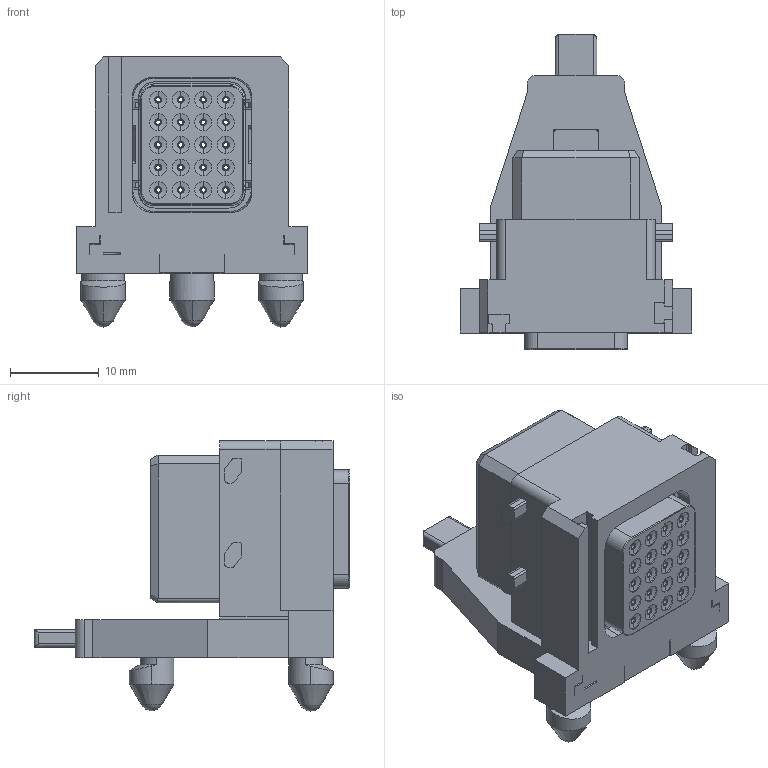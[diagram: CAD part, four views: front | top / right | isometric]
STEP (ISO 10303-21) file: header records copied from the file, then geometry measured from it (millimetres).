
FILE_DESCRIPTION((''),'2;1');
FILE_NAME('35599120000','2020-02-19T',('presta_be4'),(''),'CREO PARAMETRIC BY PTC INC, 2018360','CREO PARAMETRIC BY PTC INC, 2018360','');
FILE_SCHEMA(('CONFIG_CONTROL_DESIGN'));
Products named in the file (1): 35599120000
Bounding box: 26 x 35.48 x 30.4 mm (x, y, z)
Volume: 8132.9 mm3; surface area: 9659.3 mm2
Topology: 1 solids, 1 shells, 3825 faces, 9068 edges, 5393 vertices
Faces by surface type: plane 1102, cylinder 822, bspline 686, torus 580, cone 509, sphere 126
Entity records: 153023 total; most frequent: CARTESIAN_POINT 68962, ORIENTED_EDGE 18124, DIRECTION 17050, EDGE_CURVE 9062, AXIS2_PLACEMENT_3D 6778, VERTEX_POINT 5393, EDGE_LOOP 4037, FACE_OUTER_BOUND 3825
